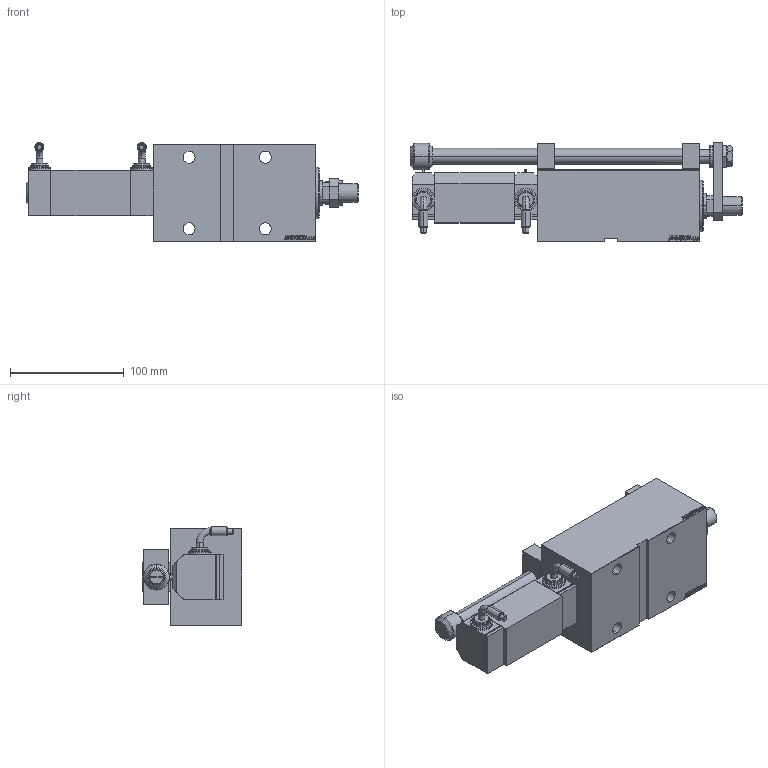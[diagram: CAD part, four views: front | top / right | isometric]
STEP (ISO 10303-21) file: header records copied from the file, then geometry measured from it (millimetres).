
FILE_DESCRIPTION (( 'STEP AP203' ), '1' );
FILE_NAME ('2f69.STEP', '2025-12-11T10:20:46', ( '' ), ( '' ), 'SwSTEP 2.0', 'SolidWorks 2019', '' );
FILE_SCHEMA (( 'CONFIG_CONTROL_DESIGN' ));
Length unit declared in the file: millimetre
Products named in the file (14): 2f69; V450CM_MALE_METRIC 21c95cf1a22c11ed1f55060f3c6e389a; NUT_D19_P 21c95cf1a22c11ed1f55060f3c6e389a; V450CM_E_VCP 21c95cf1a22c11ed1f55060f3c6e389a; SWITCH P 21c95cf1a22c11ed1f55060f3c6e389a; V450CM_E_Body 21c95cf1a22c11ed1f55060f3c6e389a; ZARAZKA_P 21c95cf1a22c11ed1f55060f3c6e389a; NUT_D16 21c95cf1a22c11ed1f55060f3c6e389a; SWITCH_P_FRONT_BACK 21c95cf1a22c11ed1f55060f3c6e389a; KROUZEK_PRO_TYC 21c95cf1a22c11ed1f55060f3c6e389a; TYC_P 21c95cf1a22c11ed1f55060f3c6e389a; MIDDLE 21c95cf1a22c11ed1f55060f3c6e389a; V450CM_VC_B 21c95cf1a22c11ed1f55060f3c6e389a; SWITCH DIM W_B 21c95cf1a22c11ed1f55060f3c6e389a
Assembly tree (15 placements, depth 2):
  2f69
    V450CM_E_Body 21c95cf1a22c11ed1f55060f3c6e389a
    V450CM_E_VCP 21c95cf1a22c11ed1f55060f3c6e389a
    V450CM_VC_B 21c95cf1a22c11ed1f55060f3c6e389a
    V450CM_MALE_METRIC 21c95cf1a22c11ed1f55060f3c6e389a
    ZARAZKA_P 21c95cf1a22c11ed1f55060f3c6e389a
    KROUZEK_PRO_TYC 21c95cf1a22c11ed1f55060f3c6e389a
    MIDDLE 21c95cf1a22c11ed1f55060f3c6e389a
    NUT_D16 21c95cf1a22c11ed1f55060f3c6e389a
    NUT_D19_P 21c95cf1a22c11ed1f55060f3c6e389a
    SWITCH DIM W_B 21c95cf1a22c11ed1f55060f3c6e389a
    SWITCH P 21c95cf1a22c11ed1f55060f3c6e389a  x2
    SWITCH_P_FRONT_BACK 21c95cf1a22c11ed1f55060f3c6e389a  x2
    TYC_P 21c95cf1a22c11ed1f55060f3c6e389a
Bounding box: 291.8 x 87.5 x 86.76 mm (x, y, z)
Volume: 941506.3 mm3; surface area: 166210.5 mm2
Topology: 15 solids, 15 shells, 1125 faces, 2794 edges, 1830 vertices
Faces by surface type: plane 532, bspline 384, cylinder 122, cone 53, torus 34
Entity records: 50800 total; most frequent: CARTESIAN_POINT 26611, ORIENTED_EDGE 5228, DIRECTION 3479, EDGE_CURVE 2614, VERTEX_POINT 1717, VECTOR 1507, LINE 1507, EDGE_LOOP 1199
